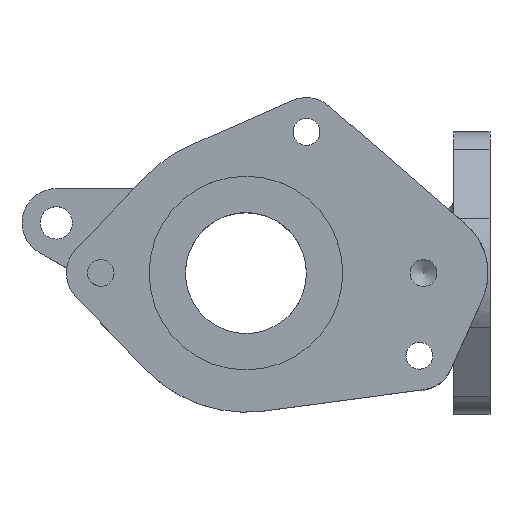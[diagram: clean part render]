
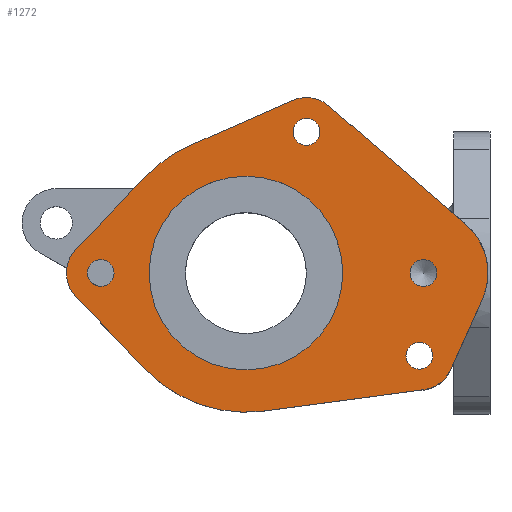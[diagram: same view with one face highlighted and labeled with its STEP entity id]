
A CAD part, top view. The second image highlights one B-rep face of the part: STEP entity #1272.
In plain terms, the highlighted planar face has unit normal (0, 0, 1).
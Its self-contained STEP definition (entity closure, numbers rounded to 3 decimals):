
#58=FACE_BOUND('',#268,.T.);
#59=FACE_BOUND('',#269,.T.);
#60=FACE_BOUND('',#270,.T.);
#61=FACE_BOUND('',#271,.T.);
#62=FACE_BOUND('',#272,.T.);
#63=FACE_BOUND('',#273,.T.);
#92=PLANE('',#1425);
#268=EDGE_LOOP('',(#1109));
#269=EDGE_LOOP('',(#1110));
#270=EDGE_LOOP('',(#1111));
#271=EDGE_LOOP('',(#1112));
#272=EDGE_LOOP('',(#1113));
#273=EDGE_LOOP('',(#1114,#1115,#1116,#1117,#1118,#1119,#1120,#1121,#1122,
#1123,#1124,#1125));
#337=CIRCLE('',#1362,3.324);
#350=CIRCLE('',#1399,24.);
#352=CIRCLE('',#1403,3.324);
#353=CIRCLE('',#1405,3.324);
#354=CIRCLE('',#1407,3.324);
#355=CIRCLE('',#1410,34.5);
#356=CIRCLE('',#1413,8.5);
#357=CIRCLE('',#1415,16.);
#358=CIRCLE('',#1418,8.5);
#359=CIRCLE('',#1421,34.5);
#360=CIRCLE('',#1424,8.5);
#418=LINE('',#2350,#499);
#426=LINE('',#2387,#507);
#430=LINE('',#2396,#511);
#433=LINE('',#2406,#514);
#436=LINE('',#2414,#517);
#439=LINE('',#2422,#520);
#499=VECTOR('',#1707,19.105);
#507=VECTOR('',#1749,24.9);
#511=VECTOR('',#1759,39.916);
#514=VECTOR('',#1772,44.83);
#517=VECTOR('',#1781,27.821);
#520=VECTOR('',#1790,24.9);
#601=VERTEX_POINT('',#2209);
#623=VERTEX_POINT('',#2347);
#624=VERTEX_POINT('',#2349);
#630=VERTEX_POINT('',#2369);
#632=VERTEX_POINT('',#2375);
#633=VERTEX_POINT('',#2378);
#634=VERTEX_POINT('',#2381);
#635=VERTEX_POINT('',#2384);
#636=VERTEX_POINT('',#2386);
#637=VERTEX_POINT('',#2390);
#638=VERTEX_POINT('',#2394);
#639=VERTEX_POINT('',#2400);
#640=VERTEX_POINT('',#2404);
#641=VERTEX_POINT('',#2408);
#642=VERTEX_POINT('',#2412);
#643=VERTEX_POINT('',#2416);
#644=VERTEX_POINT('',#2420);
#742=EDGE_CURVE('',#601,#601,#337,.T.);
#777=EDGE_CURVE('',#623,#624,#418,.T.);
#786=EDGE_CURVE('',#630,#630,#350,.T.);
#788=EDGE_CURVE('',#632,#632,#352,.T.);
#789=EDGE_CURVE('',#633,#633,#353,.T.);
#790=EDGE_CURVE('',#634,#634,#354,.T.);
#792=EDGE_CURVE('',#635,#636,#426,.T.);
#795=EDGE_CURVE('',#637,#635,#355,.T.);
#797=EDGE_CURVE('',#638,#637,#430,.T.);
#798=EDGE_CURVE('',#624,#638,#356,.T.);
#800=EDGE_CURVE('',#639,#623,#357,.T.);
#802=EDGE_CURVE('',#640,#639,#433,.T.);
#804=EDGE_CURVE('',#641,#640,#358,.T.);
#806=EDGE_CURVE('',#642,#641,#436,.T.);
#808=EDGE_CURVE('',#643,#642,#359,.T.);
#810=EDGE_CURVE('',#644,#643,#439,.T.);
#811=EDGE_CURVE('',#636,#644,#360,.T.);
#1109=ORIENTED_EDGE('',*,*,#742,.T.);
#1110=ORIENTED_EDGE('',*,*,#786,.T.);
#1111=ORIENTED_EDGE('',*,*,#788,.T.);
#1112=ORIENTED_EDGE('',*,*,#789,.T.);
#1113=ORIENTED_EDGE('',*,*,#790,.T.);
#1114=ORIENTED_EDGE('',*,*,#811,.F.);
#1115=ORIENTED_EDGE('',*,*,#792,.F.);
#1116=ORIENTED_EDGE('',*,*,#795,.F.);
#1117=ORIENTED_EDGE('',*,*,#797,.F.);
#1118=ORIENTED_EDGE('',*,*,#798,.F.);
#1119=ORIENTED_EDGE('',*,*,#777,.F.);
#1120=ORIENTED_EDGE('',*,*,#800,.F.);
#1121=ORIENTED_EDGE('',*,*,#802,.F.);
#1122=ORIENTED_EDGE('',*,*,#804,.F.);
#1123=ORIENTED_EDGE('',*,*,#806,.F.);
#1124=ORIENTED_EDGE('',*,*,#808,.F.);
#1125=ORIENTED_EDGE('',*,*,#810,.F.);
#1272=ADVANCED_FACE('',(#58,#59,#60,#61,#62,#63),#92,.F.);
#1362=AXIS2_PLACEMENT_3D('',#2210,#1628,#1629);
#1399=AXIS2_PLACEMENT_3D('',#2370,#1728,#1729);
#1403=AXIS2_PLACEMENT_3D('',#2376,#1736,#1737);
#1405=AXIS2_PLACEMENT_3D('',#2379,#1740,#1741);
#1407=AXIS2_PLACEMENT_3D('',#2382,#1744,#1745);
#1410=AXIS2_PLACEMENT_3D('',#2392,#1754,#1755);
#1413=AXIS2_PLACEMENT_3D('',#2398,#1762,#1763);
#1415=AXIS2_PLACEMENT_3D('',#2402,#1767,#1768);
#1418=AXIS2_PLACEMENT_3D('',#2410,#1776,#1777);
#1421=AXIS2_PLACEMENT_3D('',#2418,#1785,#1786);
#1424=AXIS2_PLACEMENT_3D('',#2424,#1793,#1794);
#1425=AXIS2_PLACEMENT_3D('',#2425,#1795,#1796);
#1628=DIRECTION('center_axis',(0.,0.,-1.));
#1629=DIRECTION('ref_axis',(1.,0.,0.));
#1707=DIRECTION('',(-0.41,-0.912,0.));
#1728=DIRECTION('center_axis',(0.,0.,-1.));
#1729=DIRECTION('ref_axis',(1.,0.,0.));
#1736=DIRECTION('center_axis',(0.,0.,-1.));
#1737=DIRECTION('ref_axis',(1.,0.,0.));
#1740=DIRECTION('center_axis',(0.,0.,-1.));
#1741=DIRECTION('ref_axis',(1.,0.,0.));
#1744=DIRECTION('center_axis',(0.,0.,-1.));
#1745=DIRECTION('ref_axis',(1.,0.,0.));
#1749=DIRECTION('',(-0.692,0.722,0.));
#1754=DIRECTION('center_axis',(0.,0.,-1.));
#1755=DIRECTION('ref_axis',(0.722,0.692,0.));
#1759=DIRECTION('',(-0.991,-0.132,0.));
#1762=DIRECTION('center_axis',(0.,0.,-1.));
#1763=DIRECTION('ref_axis',(-0.132,0.991,0.));
#1767=DIRECTION('center_axis',(0.,0.,-1.));
#1768=DIRECTION('ref_axis',(-0.912,0.41,0.));
#1772=DIRECTION('',(0.756,-0.654,0.));
#1776=DIRECTION('center_axis',(0.,0.,-1.));
#1777=DIRECTION('ref_axis',(-0.654,-0.756,0.));
#1781=DIRECTION('',(0.915,0.403,0.));
#1785=DIRECTION('center_axis',(0.,0.,-1.));
#1786=DIRECTION('ref_axis',(0.403,-0.915,0.));
#1790=DIRECTION('',(0.692,0.722,0.));
#1793=DIRECTION('center_axis',(0.,0.,-1.));
#1794=DIRECTION('ref_axis',(0.722,-0.692,0.));
#1795=DIRECTION('center_axis',(0.,0.,-1.));
#1796=DIRECTION('ref_axis',(-1.,0.,0.));
#2209=CARTESIAN_POINT('',(47.324,0.,49.));
#2210=CARTESIAN_POINT('Origin',(44.,0.,49.));
#2347=CARTESIAN_POINT('',(58.591,-6.565,49.));
#2349=CARTESIAN_POINT('',(50.751,-23.988,49.));
#2350=CARTESIAN_POINT('',(58.591,-6.565,49.));
#2369=CARTESIAN_POINT('',(24.,0.,49.));
#2370=CARTESIAN_POINT('Origin',(0.,0.,49.));
#2375=CARTESIAN_POINT('',(46.324,-20.5,49.));
#2376=CARTESIAN_POINT('Origin',(43.,-20.5,49.));
#2378=CARTESIAN_POINT('',(-32.677,0.,49.));
#2379=CARTESIAN_POINT('Origin',(-36.,0.,49.));
#2381=CARTESIAN_POINT('',(18.324,35.,49.));
#2382=CARTESIAN_POINT('Origin',(15.,35.,49.));
#2384=CARTESIAN_POINT('',(-24.917,-23.862,49.));
#2386=CARTESIAN_POINT('',(-42.139,-5.879,49.));
#2387=CARTESIAN_POINT('',(-24.917,-23.862,49.));
#2390=CARTESIAN_POINT('',(4.557,-34.198,49.));
#2392=CARTESIAN_POINT('Origin',(0.,0.,49.));
#2394=CARTESIAN_POINT('',(44.123,-28.926,49.));
#2396=CARTESIAN_POINT('',(44.123,-28.926,49.));
#2398=CARTESIAN_POINT('Origin',(43.,-20.5,49.));
#2400=CARTESIAN_POINT('',(54.467,12.101,49.));
#2402=CARTESIAN_POINT('Origin',(44.,0.,49.));
#2404=CARTESIAN_POINT('',(20.561,41.429,49.));
#2406=CARTESIAN_POINT('',(20.561,41.429,49.));
#2408=CARTESIAN_POINT('',(11.578,42.781,49.));
#2410=CARTESIAN_POINT('Origin',(15.,35.,49.));
#2412=CARTESIAN_POINT('',(-13.889,31.581,49.));
#2414=CARTESIAN_POINT('',(-13.889,31.581,49.));
#2416=CARTESIAN_POINT('',(-24.917,23.862,49.));
#2418=CARTESIAN_POINT('Origin',(0.,0.,49.));
#2420=CARTESIAN_POINT('',(-42.139,5.879,49.));
#2422=CARTESIAN_POINT('',(-42.139,5.879,49.));
#2424=CARTESIAN_POINT('Origin',(-36.,0.,49.));
#2425=CARTESIAN_POINT('Origin',(0.,0.,49.));
